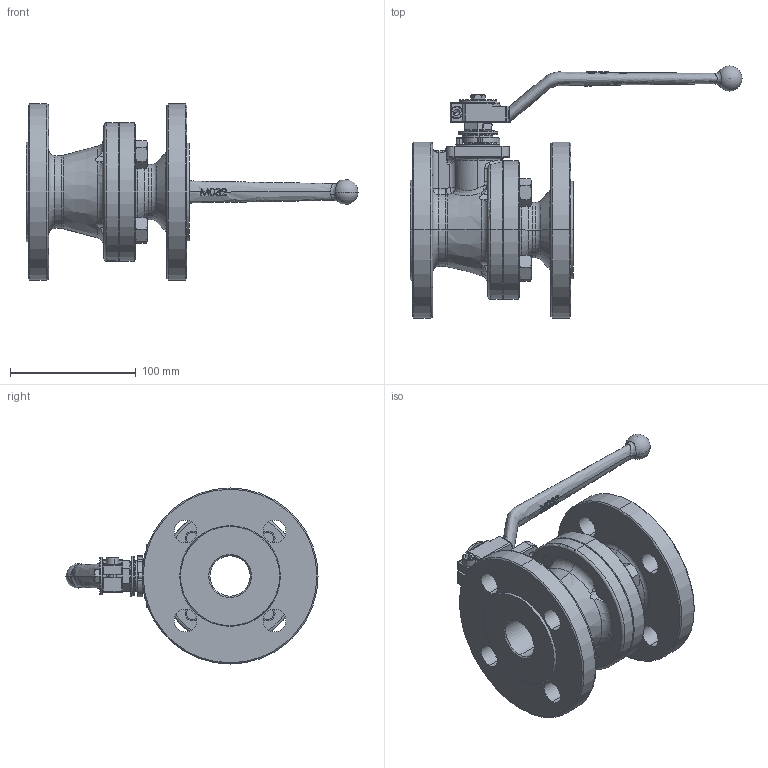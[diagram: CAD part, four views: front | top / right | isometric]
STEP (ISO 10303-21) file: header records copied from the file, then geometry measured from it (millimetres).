
FILE_DESCRIPTION (( 'STEP AP203' ), '1' );
FILE_NAME ('Fig.540 DN-032 TYPE B + WRENCH.STEP', '2021-03-08T13:50:20', ( '' ), ( '' ), 'SwSTEP 2.0', 'SolidWorks 2020', '' );
FILE_SCHEMA (( 'CONFIG_CONTROL_DESIGN' ));
Products named in the file (1): Fig.540 DN-032 TYPE B + WRENCH
Bounding box: 264 x 200.52 x 140 mm (x, y, z)
Volume: 864283 mm3; surface area: 193183.3 mm2
Topology: 25 solids, 25 shells, 1001 faces, 2433 edges, 1493 vertices
Faces by surface type: plane 284, cylinder 277, cone 196, bspline 143, torus 71, sphere 30
Entity records: 44576 total; most frequent: CARTESIAN_POINT 22140, ORIENTED_EDGE 4802, DIRECTION 4407, EDGE_CURVE 2401, AXIS2_PLACEMENT_3D 1798, VERTEX_POINT 1491, EDGE_LOOP 1118, FACE_OUTER_BOUND 1001
